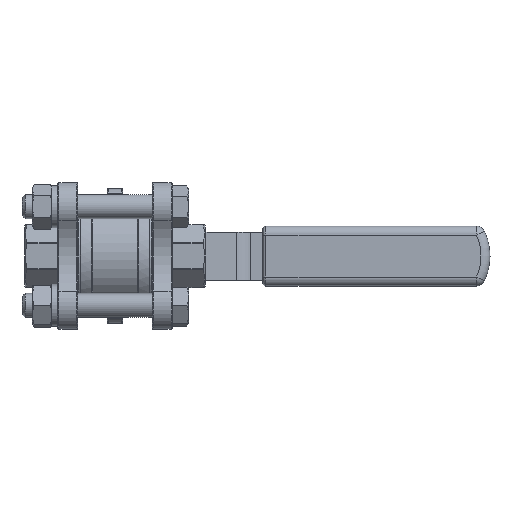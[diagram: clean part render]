
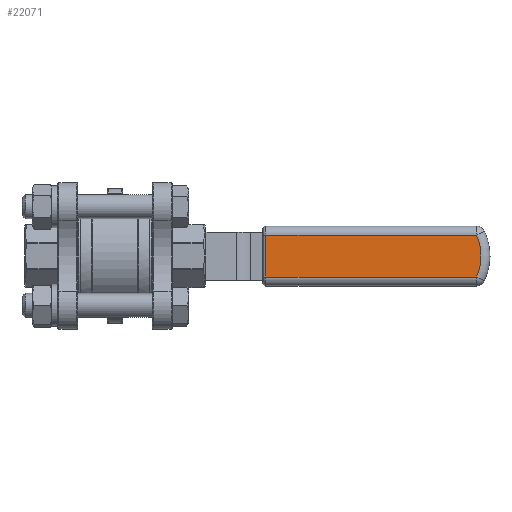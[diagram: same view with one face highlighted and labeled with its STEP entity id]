
A CAD part, front view. The second image highlights one B-rep face of the part: STEP entity #22071.
In plain terms, the highlighted planar face has unit normal (0, -1, 0).
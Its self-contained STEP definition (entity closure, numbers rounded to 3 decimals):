
#1902 = ORIENTED_EDGE ( 'NONE', *, *, #36918, .T. ) ;
#3050 = LINE ( 'NONE', #50212, #27808 ) ;
#3156 = VERTEX_POINT ( 'NONE', #30608 ) ;
#4140 = DIRECTION ( 'NONE',  ( 0., 1., 0. ) ) ;
#6347 = AXIS2_PLACEMENT_3D ( 'NONE', #7208, #4140, #19699 ) ;
#7208 = CARTESIAN_POINT ( 'NONE',  ( 125., 58.8, 87.965 ) ) ;
#8106 = CARTESIAN_POINT ( 'NONE',  ( 105.5, 58.8, 0. ) ) ;
#11768 = EDGE_CURVE ( 'NONE', #36518, #3156, #24611, .T. ) ;
#12447 = DIRECTION ( 'NONE',  ( 0., 0., -1. ) ) ;
#14024 = AXIS2_PLACEMENT_3D ( 'NONE', #8106, #19594, #38695 ) ;
#15031 = EDGE_LOOP ( 'NONE', ( #1902, #25802, #49237, #30871 ) ) ;
#15753 = CARTESIAN_POINT ( 'NONE',  ( 50.314, 58.8, 87.965 ) ) ;
#16154 = DIRECTION ( 'NONE',  ( -1., 0., 0. ) ) ;
#19100 = VECTOR ( 'NONE', #12447, 1000. ) ;
#19594 = DIRECTION ( 'NONE',  ( 0., -1., 0. ) ) ;
#19699 = DIRECTION ( 'NONE',  ( -1., 0., 0. ) ) ;
#19844 = VERTEX_POINT ( 'NONE', #20762 ) ;
#20762 = CARTESIAN_POINT ( 'NONE',  ( 50.314, 58.8, -7. ) ) ;
#21993 = CARTESIAN_POINT ( 'NONE',  ( 50.314, 58.8, 7. ) ) ;
#22071 = ADVANCED_FACE ( 'NONE', ( #30411 ), #39044, .F. ) ;
#24036 = LINE ( 'NONE', #39817, #32766 ) ;
#24611 = CIRCLE ( 'NONE', #14024, 16.5 ) ;
#25802 = ORIENTED_EDGE ( 'NONE', *, *, #47424, .T. ) ;
#26506 = DIRECTION ( 'NONE',  ( 1., 0., 0. ) ) ;
#27808 = VECTOR ( 'NONE', #26506, 1000. ) ;
#30158 = EDGE_CURVE ( 'NONE', #3156, #46620, #24036, .T. ) ;
#30411 = FACE_OUTER_BOUND ( 'NONE', #15031, .T. ) ;
#30608 = CARTESIAN_POINT ( 'NONE',  ( 120.442, 58.8, 7. ) ) ;
#30871 = ORIENTED_EDGE ( 'NONE', *, *, #30158, .T. ) ;
#32766 = VECTOR ( 'NONE', #16154, 1000. ) ;
#36518 = VERTEX_POINT ( 'NONE', #43843 ) ;
#36918 = EDGE_CURVE ( 'NONE', #46620, #19844, #43005, .T. ) ;
#38695 = DIRECTION ( 'NONE',  ( -1., 0., 0. ) ) ;
#39044 = PLANE ( 'NONE',  #6347 ) ;
#39817 = CARTESIAN_POINT ( 'NONE',  ( 125., 58.8, 7. ) ) ;
#43005 = LINE ( 'NONE', #15753, #19100 ) ;
#43843 = CARTESIAN_POINT ( 'NONE',  ( 120.442, 58.8, -7. ) ) ;
#46620 = VERTEX_POINT ( 'NONE', #21993 ) ;
#47424 = EDGE_CURVE ( 'NONE', #19844, #36518, #3050, .T. ) ;
#49237 = ORIENTED_EDGE ( 'NONE', *, *, #11768, .T. ) ;
#50212 = CARTESIAN_POINT ( 'NONE',  ( 125., 58.8, -7. ) ) ;
